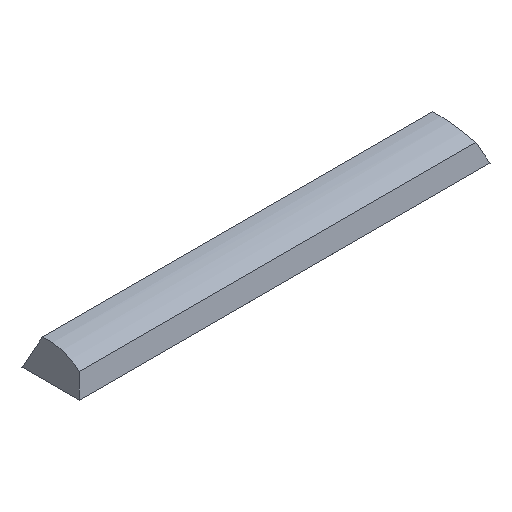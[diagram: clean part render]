
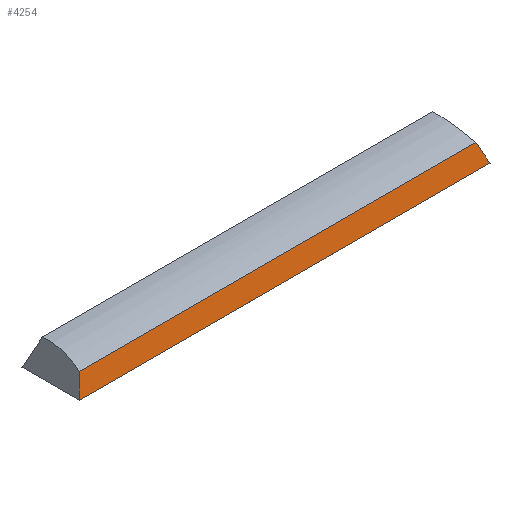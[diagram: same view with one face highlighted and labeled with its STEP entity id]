
A CAD part, isometric view. The second image highlights one B-rep face of the part: STEP entity #4254.
In plain terms, the highlighted planar face has unit normal (0, -0.931, 0.364).
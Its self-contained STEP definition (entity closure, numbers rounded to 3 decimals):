
#3270 = PLANE('',#3271);
#3271 = AXIS2_PLACEMENT_3D('',#3272,#3273,#3274);
#3272 = CARTESIAN_POINT('',(0.,-9.3,0.));
#3273 = DIRECTION('',(-0.,-1.,-0.));
#3274 = DIRECTION('',(0.,0.,-1.));
#3423 = VERTEX_POINT('',#3424);
#3424 = CARTESIAN_POINT('',(-66.621,-9.3,
    0.001));
#3459 = PLANE('',#3460);
#3460 = AXIS2_PLACEMENT_3D('',#3461,#3462,#3463);
#3461 = CARTESIAN_POINT('',(-64.815,0.,
    4.62));
#3462 = DIRECTION('',(-0.931,0.,0.364)
  );
#3463 = DIRECTION('',(-0.364,0.,-0.931));
#3537 = ( BOUNDED_SURFACE() B_SPLINE_SURFACE(2,1,(
    (#3538,#3539)
    ,(#3540,#3541)
    ,(#3542,#3543)
    ,(#3544,#3545)
    ,(#3546,#3547)
    ,(#3548,#3549)
    ,(#3550,#3551
)),.UNSPECIFIED.,.T.,.F.,.F.) B_SPLINE_SURFACE_WITH_KNOTS((1,2,2,2,2,1),
  (2,2),(-2.094,0.,2.094,4.189,6.283,
    8.378),(0.,133.75),.UNSPECIFIED.) 
GEOMETRIC_REPRESENTATION_ITEM() RATIONAL_B_SPLINE_SURFACE((
    (1.,1.)
    ,(0.5,0.5)
    ,(1.,1.)
    ,(0.5,0.5)
    ,(1.,1.)
    ,(0.5,0.5)
,(1.,1.))) REPRESENTATION_ITEM('') SURFACE() );
#3538 = CARTESIAN_POINT('',(-66.875,2.071,-7.727));
#3539 = CARTESIAN_POINT('',(66.875,2.071,-7.727));
#3540 = CARTESIAN_POINT('',(-66.875,26.162,-1.272));
#3541 = CARTESIAN_POINT('',(66.875,26.162,-1.272));
#3542 = CARTESIAN_POINT('',(-66.875,11.011,7.091));
#3543 = CARTESIAN_POINT('',(66.875,11.011,7.091));
#3544 = CARTESIAN_POINT('',(-66.875,-4.141,15.455));
#3545 = CARTESIAN_POINT('',(66.875,-4.141,15.455));
#3546 = CARTESIAN_POINT('',(-66.875,-13.081,0.636));
#3547 = CARTESIAN_POINT('',(66.875,-13.081,0.636));
#3548 = CARTESIAN_POINT('',(-66.875,-22.021,-14.183));
#3549 = CARTESIAN_POINT('',(66.875,-22.021,-14.183));
#3550 = CARTESIAN_POINT('',(-66.875,2.071,-7.727));
#3551 = CARTESIAN_POINT('',(66.875,2.071,-7.727));
#3584 = PLANE('',#3585);
#3585 = AXIS2_PLACEMENT_3D('',#3586,#3587,#3588);
#3586 = CARTESIAN_POINT('',(64.815,0.,4.62));
#3587 = DIRECTION('',(0.931,0.,0.364));
#3588 = DIRECTION('',(-0.364,0.,0.931));
#3601 = VERTEX_POINT('',#3602);
#3602 = CARTESIAN_POINT('',(66.621,-9.3,
    0.001));
#3650 = EDGE_CURVE('',#3423,#3601,#3651,.T.);
#3651 = SURFACE_CURVE('',#3652,(#3656,#3663),.PCURVE_S1.);
#3652 = LINE('',#3653,#3654);
#3653 = CARTESIAN_POINT('',(-66.621,-9.3,
    0.001));
#3654 = VECTOR('',#3655,1.);
#3655 = DIRECTION('',(1.,0.,0.));
#3656 = PCURVE('',#3270,#3657);
#3657 = DEFINITIONAL_REPRESENTATION('',(#3658),#3662);
#3658 = LINE('',#3659,#3660);
#3659 = CARTESIAN_POINT('',(-0.001,-66.621));
#3660 = VECTOR('',#3661,1.);
#3661 = DIRECTION('',(0.,1.));
#3662 = ( GEOMETRIC_REPRESENTATION_CONTEXT(2) 
PARAMETRIC_REPRESENTATION_CONTEXT() REPRESENTATION_CONTEXT('2D SPACE',''
  ) );
#3663 = PCURVE('',#3664,#3669);
#3664 = PLANE('',#3665);
#3665 = AXIS2_PLACEMENT_3D('',#3666,#3667,#3668);
#3666 = CARTESIAN_POINT('',(0.,-7.215,5.333));
#3667 = DIRECTION('',(0.,-0.931,0.364));
#3668 = DIRECTION('',(0.,-0.364,-0.931));
#3669 = DEFINITIONAL_REPRESENTATION('',(#3670),#3674);
#3670 = LINE('',#3671,#3672);
#3671 = CARTESIAN_POINT('',(5.726,-66.621));
#3672 = VECTOR('',#3673,1.);
#3673 = DIRECTION('',(0.,1.));
#3674 = ( GEOMETRIC_REPRESENTATION_CONTEXT(2) 
PARAMETRIC_REPRESENTATION_CONTEXT() REPRESENTATION_CONTEXT('2D SPACE',''
  ) );
#3898 = EDGE_CURVE('',#3899,#3423,#3901,.T.);
#3899 = VERTEX_POINT('',#3900);
#3900 = CARTESIAN_POINT('',(-64.345,-7.023,
    5.824));
#3901 = SURFACE_CURVE('',#3902,(#3906,#3913),.PCURVE_S1.);
#3902 = LINE('',#3903,#3904);
#3903 = CARTESIAN_POINT('',(-62.321,-5.,11.));
#3904 = VECTOR('',#3905,1.);
#3905 = DIRECTION('',(-0.342,-0.342,-0.875));
#3906 = PCURVE('',#3459,#3907);
#3907 = DEFINITIONAL_REPRESENTATION('',(#3908),#3912);
#3908 = LINE('',#3909,#3910);
#3909 = CARTESIAN_POINT('',(-6.85,5.));
#3910 = VECTOR('',#3911,1.);
#3911 = DIRECTION('',(0.94,0.342));
#3912 = ( GEOMETRIC_REPRESENTATION_CONTEXT(2) 
PARAMETRIC_REPRESENTATION_CONTEXT() REPRESENTATION_CONTEXT('2D SPACE',''
  ) );
#3913 = PCURVE('',#3664,#3914);
#3914 = DEFINITIONAL_REPRESENTATION('',(#3915),#3919);
#3915 = LINE('',#3916,#3917);
#3916 = CARTESIAN_POINT('',(-6.085,-62.321));
#3917 = VECTOR('',#3918,1.);
#3918 = DIRECTION('',(0.94,-0.342));
#3919 = ( GEOMETRIC_REPRESENTATION_CONTEXT(2) 
PARAMETRIC_REPRESENTATION_CONTEXT() REPRESENTATION_CONTEXT('2D SPACE',''
  ) );
#4049 = VERTEX_POINT('',#4050);
#4050 = CARTESIAN_POINT('',(64.345,-7.023,
    5.824));
#4173 = EDGE_CURVE('',#4049,#3601,#4174,.T.);
#4174 = SURFACE_CURVE('',#4175,(#4179,#4186),.PCURVE_S1.);
#4175 = LINE('',#4176,#4177);
#4176 = CARTESIAN_POINT('',(62.321,-5.,11.));
#4177 = VECTOR('',#4178,1.);
#4178 = DIRECTION('',(0.342,-0.342,-0.875));
#4179 = PCURVE('',#3584,#4180);
#4180 = DEFINITIONAL_REPRESENTATION('',(#4181),#4185);
#4181 = LINE('',#4182,#4183);
#4182 = CARTESIAN_POINT('',(6.85,5.));
#4183 = VECTOR('',#4184,1.);
#4184 = DIRECTION('',(-0.94,0.342));
#4185 = ( GEOMETRIC_REPRESENTATION_CONTEXT(2) 
PARAMETRIC_REPRESENTATION_CONTEXT() REPRESENTATION_CONTEXT('2D SPACE',''
  ) );
#4186 = PCURVE('',#3664,#4187);
#4187 = DEFINITIONAL_REPRESENTATION('',(#4188),#4192);
#4188 = LINE('',#4189,#4190);
#4189 = CARTESIAN_POINT('',(-6.085,62.321));
#4190 = VECTOR('',#4191,1.);
#4191 = DIRECTION('',(0.94,0.342));
#4192 = ( GEOMETRIC_REPRESENTATION_CONTEXT(2) 
PARAMETRIC_REPRESENTATION_CONTEXT() REPRESENTATION_CONTEXT('2D SPACE',''
  ) );
#4200 = EDGE_CURVE('',#3899,#4049,#4201,.T.);
#4201 = SURFACE_CURVE('',#4202,(#4217,#4235),.PCURVE_S1.);
#4202 = B_SPLINE_CURVE_WITH_KNOTS('',4,(#4203,#4204,#4205,#4206,#4207,
    #4208,#4209,#4210,#4211,#4212,#4213,#4214,#4215,#4216),
  .UNSPECIFIED.,.F.,.F.,(5,3,3,3,5),(0.,0.25,0.5,
    0.751,1.),.UNSPECIFIED.);
#4203 = CARTESIAN_POINT('',(-66.621,-7.023,
    5.824));
#4204 = CARTESIAN_POINT('',(-58.292,-7.023,
    5.824));
#4205 = CARTESIAN_POINT('',(-49.963,-7.023,
    5.824));
#4206 = CARTESIAN_POINT('',(-41.633,-7.023,
    5.824));
#4207 = CARTESIAN_POINT('',(-24.978,-7.023,5.824)
  );
#4208 = CARTESIAN_POINT('',(-16.652,-7.023,5.824));
#4209 = CARTESIAN_POINT('',(-8.326,-7.023,
    5.824));
#4210 = CARTESIAN_POINT('',(8.359,-7.023,
    5.824));
#4211 = CARTESIAN_POINT('',(16.719,-7.023,
    5.824));
#4212 = CARTESIAN_POINT('',(25.078,-7.023,
    5.824));
#4213 = CARTESIAN_POINT('',(41.733,-7.023,
    5.824));
#4214 = CARTESIAN_POINT('',(50.029,-7.023,
    5.824));
#4215 = CARTESIAN_POINT('',(58.325,-7.023,
    5.824));
#4216 = CARTESIAN_POINT('',(66.621,-7.023,
    5.824));
#4217 = PCURVE('',#3537,#4218);
#4218 = DEFINITIONAL_REPRESENTATION('',(#4219),#4234);
#4219 = B_SPLINE_CURVE_WITH_KNOTS('',4,(#4220,#4221,#4222,#4223,#4224,
    #4225,#4226,#4227,#4228,#4229,#4230,#4231,#4232,#4233),
  .UNSPECIFIED.,.F.,.F.,(5,3,3,3,5),(0.,0.25,0.5,
    0.751,1.),.UNSPECIFIED.);
#4220 = CARTESIAN_POINT('',(3.486,0.254));
#4221 = CARTESIAN_POINT('',(3.486,8.583));
#4222 = CARTESIAN_POINT('',(3.486,16.912));
#4223 = CARTESIAN_POINT('',(3.486,25.242));
#4224 = CARTESIAN_POINT('',(3.486,41.897));
#4225 = CARTESIAN_POINT('',(3.486,50.223));
#4226 = CARTESIAN_POINT('',(3.486,58.549));
#4227 = CARTESIAN_POINT('',(3.486,75.234));
#4228 = CARTESIAN_POINT('',(3.486,83.594));
#4229 = CARTESIAN_POINT('',(3.486,91.953));
#4230 = CARTESIAN_POINT('',(3.486,108.608));
#4231 = CARTESIAN_POINT('',(3.486,116.904));
#4232 = CARTESIAN_POINT('',(3.486,125.2));
#4233 = CARTESIAN_POINT('',(3.486,133.496));
#4234 = ( GEOMETRIC_REPRESENTATION_CONTEXT(2) 
PARAMETRIC_REPRESENTATION_CONTEXT() REPRESENTATION_CONTEXT('2D SPACE',''
  ) );
#4235 = PCURVE('',#3664,#4236);
#4236 = DEFINITIONAL_REPRESENTATION('',(#4237),#4252);
#4237 = B_SPLINE_CURVE_WITH_KNOTS('',4,(#4238,#4239,#4240,#4241,#4242,
    #4243,#4244,#4245,#4246,#4247,#4248,#4249,#4250,#4251),
  .UNSPECIFIED.,.F.,.F.,(5,3,3,3,5),(0.,0.25,0.5,
    0.751,1.),.UNSPECIFIED.);
#4238 = CARTESIAN_POINT('',(-0.527,-66.621));
#4239 = CARTESIAN_POINT('',(-0.527,-58.292));
#4240 = CARTESIAN_POINT('',(-0.527,-49.963));
#4241 = CARTESIAN_POINT('',(-0.527,-41.633));
#4242 = CARTESIAN_POINT('',(-0.527,-24.978));
#4243 = CARTESIAN_POINT('',(-0.527,-16.652));
#4244 = CARTESIAN_POINT('',(-0.527,-8.326));
#4245 = CARTESIAN_POINT('',(-0.527,8.359));
#4246 = CARTESIAN_POINT('',(-0.527,16.719));
#4247 = CARTESIAN_POINT('',(-0.527,25.078));
#4248 = CARTESIAN_POINT('',(-0.527,41.733));
#4249 = CARTESIAN_POINT('',(-0.527,50.029));
#4250 = CARTESIAN_POINT('',(-0.527,58.325));
#4251 = CARTESIAN_POINT('',(-0.527,66.621));
#4252 = ( GEOMETRIC_REPRESENTATION_CONTEXT(2) 
PARAMETRIC_REPRESENTATION_CONTEXT() REPRESENTATION_CONTEXT('2D SPACE',''
  ) );
#4254 = ADVANCED_FACE('',(#4255),#3664,.T.);
#4255 = FACE_BOUND('',#4256,.T.);
#4256 = EDGE_LOOP('',(#4257,#4258,#4259,#4260));
#4257 = ORIENTED_EDGE('',*,*,#4200,.F.);
#4258 = ORIENTED_EDGE('',*,*,#3898,.T.);
#4259 = ORIENTED_EDGE('',*,*,#3650,.T.);
#4260 = ORIENTED_EDGE('',*,*,#4173,.F.);
